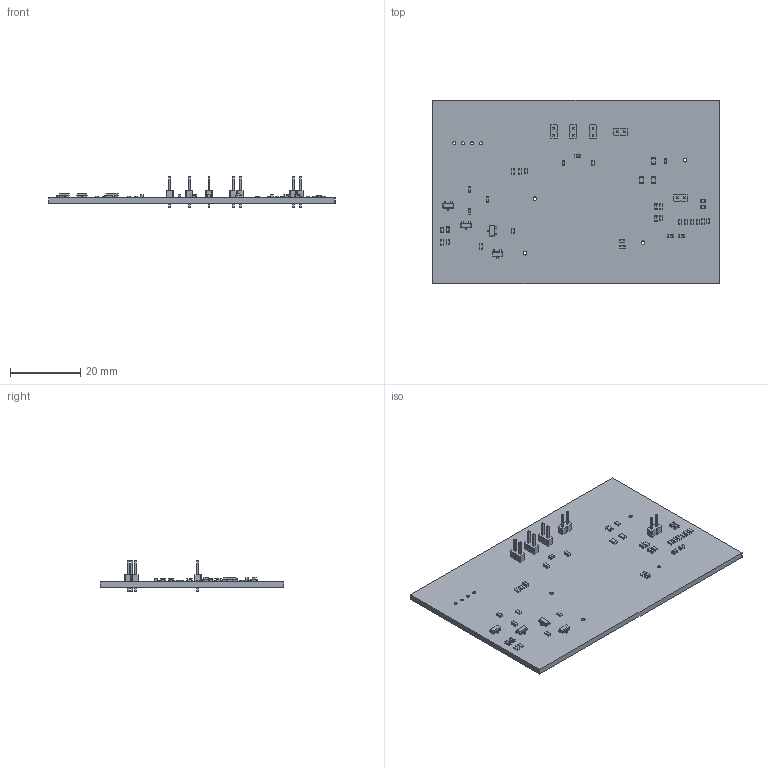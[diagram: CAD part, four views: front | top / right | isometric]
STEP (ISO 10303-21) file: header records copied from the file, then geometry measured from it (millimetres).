
FILE_DESCRIPTION(('KiCad electronic assembly'),'2;1');
FILE_NAME('RT12_TSAL_00_3D_MODEL.step','2020-11-23T20:52:56',( 'An Author'),('A Company'),'Open CASCADE STEP processor 6.9', 'KiCad to STEP converter','Unknown');
FILE_SCHEMA(('AUTOMOTIVE_DESIGN { 1 0 10303 214 1 1 1 1 }'));
Length unit declared in the file: millimetre
Products named in the file (16): Open CASCADE STEP translator 6.9 1; R_0603_1608Metric; SOLID; PinHeader_1x02_P2.00mm_Vertical; R_0805_2012Metric; SOT-23; LED_0603_1608Metric; D_0603_1608Metric; C_0603_1608Metric; COMPOUND
Assembly tree (52 placements, depth 3):
  Open CASCADE STEP translator 6.9 1
    R_0603_1608Metric  x17
      SOLID
    PinHeader_1x02_P2.00mm_Vertical  x5
      SOLID
    R_0805_2012Metric  x3
      SOLID
    SOT-23  x4
      SOLID
    LED_0603_1608Metric
      SOLID
    D_0603_1608Metric  x4
      SOLID
    C_0603_1608Metric  x10
      SOLID
    COMPOUND
Bounding box: 81.28 x 52.07 x 8.8 mm (x, y, z)
Volume: 6893.2 mm3; surface area: 9553 mm2
Topology: 45 solids, 45 shells, 1596 faces, 4047 edges, 2586 vertices
Faces by surface type: plane 1078, cylinder 410, bspline 108
Full cylindrical faces by diameter (mm): 0.8 x10, 0.85 x4, 1 x4
Entity records: 23572 total; most frequent: CARTESIAN_POINT 4355, DIRECTION 3158, LINE 2060, VECTOR 2060, ORIENTED_EDGE 1646, PCURVE 1646, DEFINITIONAL_REPRESENTATION 1646, EDGE_CURVE 823
